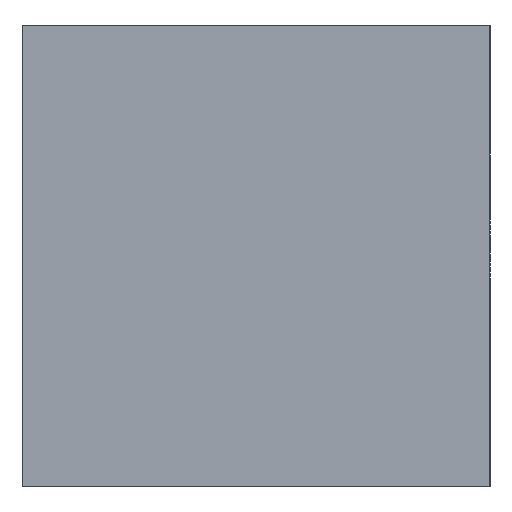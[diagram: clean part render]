
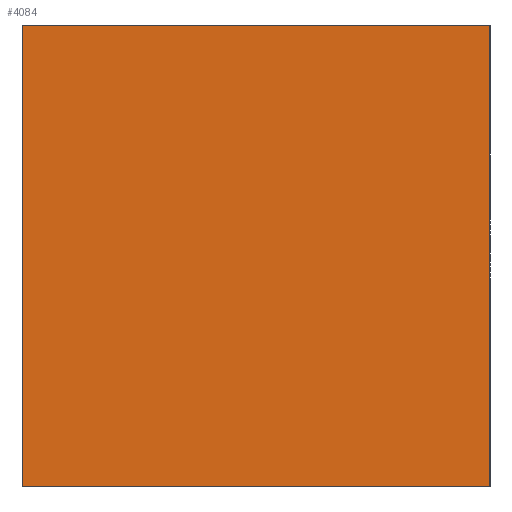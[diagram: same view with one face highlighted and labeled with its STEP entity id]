
A CAD part, left-side view. The second image highlights one B-rep face of the part: STEP entity #4084.
In plain terms, the highlighted planar face has unit normal (-1, 0, 0).
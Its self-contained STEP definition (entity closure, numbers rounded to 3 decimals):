
#32 = PLANE('',#33);
#33 = AXIS2_PLACEMENT_3D('',#34,#35,#36);
#34 = CARTESIAN_POINT('',(0.022,0.,0.096));
#35 = DIRECTION('',(0.,-1.,0.));
#36 = DIRECTION('',(0.,0.,-1.));
#449 = VERTEX_POINT('',#450);
#450 = CARTESIAN_POINT('',(0.,0.,0.197));
#464 = PLANE('',#465);
#465 = AXIS2_PLACEMENT_3D('',#466,#467,#468);
#466 = CARTESIAN_POINT('',(0.015,0.2,
    0.197));
#467 = DIRECTION('',(0.,0.,-1.));
#468 = DIRECTION('',(-1.,0.,0.));
#476 = EDGE_CURVE('',#477,#449,#479,.T.);
#477 = VERTEX_POINT('',#478);
#478 = CARTESIAN_POINT('',(0.,0.,0.));
#479 = SURFACE_CURVE('',#480,(#484,#491),.PCURVE_S1.);
#480 = LINE('',#481,#482);
#481 = CARTESIAN_POINT('',(0.,0.,0.));
#482 = VECTOR('',#483,1.);
#483 = DIRECTION('',(0.,0.,1.));
#484 = PCURVE('',#32,#485);
#485 = DEFINITIONAL_REPRESENTATION('',(#486),#490);
#486 = LINE('',#487,#488);
#487 = CARTESIAN_POINT('',(0.096,-0.022));
#488 = VECTOR('',#489,1.);
#489 = DIRECTION('',(-1.,0.));
#490 = ( GEOMETRIC_REPRESENTATION_CONTEXT(2) 
PARAMETRIC_REPRESENTATION_CONTEXT() REPRESENTATION_CONTEXT('2D SPACE',''
  ) );
#491 = PCURVE('',#492,#497);
#492 = PLANE('',#493);
#493 = AXIS2_PLACEMENT_3D('',#494,#495,#496);
#494 = CARTESIAN_POINT('',(0.,0.2,0.197));
#495 = DIRECTION('',(1.,0.,0.));
#496 = DIRECTION('',(0.,0.,1.));
#497 = DEFINITIONAL_REPRESENTATION('',(#498),#502);
#498 = LINE('',#499,#500);
#499 = CARTESIAN_POINT('',(-0.197,0.2));
#500 = VECTOR('',#501,1.);
#501 = DIRECTION('',(1.,0.));
#502 = ( GEOMETRIC_REPRESENTATION_CONTEXT(2) 
PARAMETRIC_REPRESENTATION_CONTEXT() REPRESENTATION_CONTEXT('2D SPACE',''
  ) );
#520 = PLANE('',#521);
#521 = AXIS2_PLACEMENT_3D('',#522,#523,#524);
#522 = CARTESIAN_POINT('',(0.,0.2,0.));
#523 = DIRECTION('',(0.,0.,1.));
#524 = DIRECTION('',(1.,0.,0.));
#775 = PLANE('',#776);
#776 = AXIS2_PLACEMENT_3D('',#777,#778,#779);
#777 = CARTESIAN_POINT('',(0.215,0.2,
    0.097));
#778 = DIRECTION('',(0.,1.,0.));
#779 = DIRECTION('',(0.,0.,1.));
#3667 = VERTEX_POINT('',#3668);
#3668 = CARTESIAN_POINT('',(0.,0.2,0.));
#3689 = EDGE_CURVE('',#3690,#3667,#3692,.T.);
#3690 = VERTEX_POINT('',#3691);
#3691 = CARTESIAN_POINT('',(0.,0.2,0.197));
#3692 = SURFACE_CURVE('',#3693,(#3697,#3704),.PCURVE_S1.);
#3693 = LINE('',#3694,#3695);
#3694 = CARTESIAN_POINT('',(0.,0.2,0.197));
#3695 = VECTOR('',#3696,1.);
#3696 = DIRECTION('',(0.,0.,-1.));
#3697 = PCURVE('',#775,#3698);
#3698 = DEFINITIONAL_REPRESENTATION('',(#3699),#3703);
#3699 = LINE('',#3700,#3701);
#3700 = CARTESIAN_POINT('',(0.1,-0.215));
#3701 = VECTOR('',#3702,1.);
#3702 = DIRECTION('',(-1.,0.));
#3703 = ( GEOMETRIC_REPRESENTATION_CONTEXT(2) 
PARAMETRIC_REPRESENTATION_CONTEXT() REPRESENTATION_CONTEXT('2D SPACE',''
  ) );
#3704 = PCURVE('',#492,#3705);
#3705 = DEFINITIONAL_REPRESENTATION('',(#3706),#3710);
#3706 = LINE('',#3707,#3708);
#3707 = CARTESIAN_POINT('',(0.,0.));
#3708 = VECTOR('',#3709,1.);
#3709 = DIRECTION('',(-1.,0.));
#3710 = ( GEOMETRIC_REPRESENTATION_CONTEXT(2) 
PARAMETRIC_REPRESENTATION_CONTEXT() REPRESENTATION_CONTEXT('2D SPACE',''
  ) );
#4062 = EDGE_CURVE('',#449,#3690,#4063,.T.);
#4063 = SURFACE_CURVE('',#4064,(#4068,#4075),.PCURVE_S1.);
#4064 = LINE('',#4065,#4066);
#4065 = CARTESIAN_POINT('',(0.,0.,0.197));
#4066 = VECTOR('',#4067,1.);
#4067 = DIRECTION('',(0.,1.,0.));
#4068 = PCURVE('',#464,#4069);
#4069 = DEFINITIONAL_REPRESENTATION('',(#4070),#4074);
#4070 = LINE('',#4071,#4072);
#4071 = CARTESIAN_POINT('',(0.015,-0.2));
#4072 = VECTOR('',#4073,1.);
#4073 = DIRECTION('',(0.,1.));
#4074 = ( GEOMETRIC_REPRESENTATION_CONTEXT(2) 
PARAMETRIC_REPRESENTATION_CONTEXT() REPRESENTATION_CONTEXT('2D SPACE',''
  ) );
#4075 = PCURVE('',#492,#4076);
#4076 = DEFINITIONAL_REPRESENTATION('',(#4077),#4081);
#4077 = LINE('',#4078,#4079);
#4078 = CARTESIAN_POINT('',(0.,0.2));
#4079 = VECTOR('',#4080,1.);
#4080 = DIRECTION('',(0.,-1.));
#4081 = ( GEOMETRIC_REPRESENTATION_CONTEXT(2) 
PARAMETRIC_REPRESENTATION_CONTEXT() REPRESENTATION_CONTEXT('2D SPACE',''
  ) );
#4084 = ADVANCED_FACE('',(#4085),#492,.F.);
#4085 = FACE_BOUND('',#4086,.T.);
#4086 = EDGE_LOOP('',(#4087,#4088,#4109,#4110));
#4087 = ORIENTED_EDGE('',*,*,#3689,.T.);
#4088 = ORIENTED_EDGE('',*,*,#4089,.F.);
#4089 = EDGE_CURVE('',#477,#3667,#4090,.T.);
#4090 = SURFACE_CURVE('',#4091,(#4095,#4102),.PCURVE_S1.);
#4091 = LINE('',#4092,#4093);
#4092 = CARTESIAN_POINT('',(0.,0.,0.));
#4093 = VECTOR('',#4094,1.);
#4094 = DIRECTION('',(0.,1.,0.));
#4095 = PCURVE('',#492,#4096);
#4096 = DEFINITIONAL_REPRESENTATION('',(#4097),#4101);
#4097 = LINE('',#4098,#4099);
#4098 = CARTESIAN_POINT('',(-0.197,0.2));
#4099 = VECTOR('',#4100,1.);
#4100 = DIRECTION('',(0.,-1.));
#4101 = ( GEOMETRIC_REPRESENTATION_CONTEXT(2) 
PARAMETRIC_REPRESENTATION_CONTEXT() REPRESENTATION_CONTEXT('2D SPACE',''
  ) );
#4102 = PCURVE('',#520,#4103);
#4103 = DEFINITIONAL_REPRESENTATION('',(#4104),#4108);
#4104 = LINE('',#4105,#4106);
#4105 = CARTESIAN_POINT('',(0.,-0.2));
#4106 = VECTOR('',#4107,1.);
#4107 = DIRECTION('',(0.,1.));
#4108 = ( GEOMETRIC_REPRESENTATION_CONTEXT(2) 
PARAMETRIC_REPRESENTATION_CONTEXT() REPRESENTATION_CONTEXT('2D SPACE',''
  ) );
#4109 = ORIENTED_EDGE('',*,*,#476,.T.);
#4110 = ORIENTED_EDGE('',*,*,#4062,.T.);
